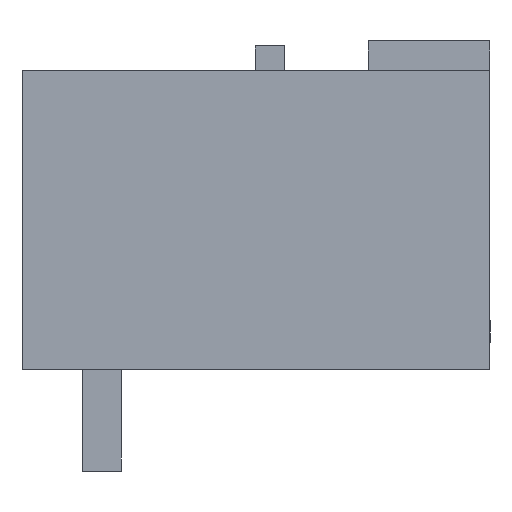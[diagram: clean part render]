
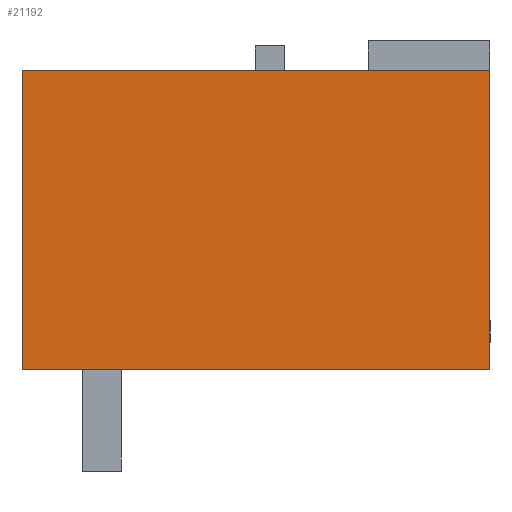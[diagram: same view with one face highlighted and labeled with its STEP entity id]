
A CAD part, left-side view. The second image highlights one B-rep face of the part: STEP entity #21192.
In plain terms, the highlighted planar face has unit normal (-1, 0, 0).
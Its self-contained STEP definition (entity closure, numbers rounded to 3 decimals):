
#21179=AXIS2_PLACEMENT_3D('Plane Axis2P3D',#21176,#21177,#21178) ;
#17263=CARTESIAN_POINT('Vertex',(0.,12.,2.6)) ;
#17266=CARTESIAN_POINT('Line Origine',(0.,12.,6.44)) ;
#17270=CARTESIAN_POINT('Vertex',(0.,12.,10.28)) ;
#17976=CARTESIAN_POINT('Vertex',(0.,0.,10.28)) ;
#17979=CARTESIAN_POINT('Line Origine',(0.,0.,6.44)) ;
#17983=CARTESIAN_POINT('Vertex',(0.,0.,2.6)) ;
#20981=CARTESIAN_POINT('Line Origine',(0.,6.,10.28)) ;
#21176=CARTESIAN_POINT('Axis2P3D Location',(0.,0.,10.28)) ;
#21181=CARTESIAN_POINT('Line Origine',(0.,6.,2.6)) ;
#17267=DIRECTION('Vector Direction',(0.,0.,-1.)) ;
#17980=DIRECTION('Vector Direction',(0.,0.,-1.)) ;
#20982=DIRECTION('Vector Direction',(0.,1.,0.)) ;
#21177=DIRECTION('Axis2P3D Direction',(1.,0.,0.)) ;
#21178=DIRECTION('Axis2P3D XDirection',(0.,0.,-1.)) ;
#21182=DIRECTION('Vector Direction',(0.,1.,0.)) ;
#17268=VECTOR('Line Direction',#17267,1.) ;
#17981=VECTOR('Line Direction',#17980,1.) ;
#20983=VECTOR('Line Direction',#20982,1.) ;
#21183=VECTOR('Line Direction',#21182,1.) ;
#21187=ORIENTED_EDGE('',*,*,#21185,.F.) ;
#21188=ORIENTED_EDGE('',*,*,#17985,.F.) ;
#21189=ORIENTED_EDGE('',*,*,#20985,.T.) ;
#21190=ORIENTED_EDGE('',*,*,#17272,.F.) ;
#21192=ADVANCED_FACE('HOUSING',(#21191),#21180,.F.) ;
#17272=EDGE_CURVE('',#17264,#17271,#17269,.F.) ;
#17985=EDGE_CURVE('',#17977,#17984,#17982,.T.) ;
#20985=EDGE_CURVE('',#17977,#17271,#20984,.T.) ;
#21185=EDGE_CURVE('',#17984,#17264,#21184,.T.) ;
#21186=EDGE_LOOP('',(#21187,#21188,#21189,#21190)) ;
#21191=FACE_OUTER_BOUND('',#21186,.T.) ;
#17269=LINE('Line',#17266,#17268) ;
#17982=LINE('Line',#17979,#17981) ;
#20984=LINE('Line',#20981,#20983) ;
#21184=LINE('Line',#21181,#21183) ;
#21180=PLANE('',#21179) ;
#17264=VERTEX_POINT('',#17263) ;
#17271=VERTEX_POINT('',#17270) ;
#17977=VERTEX_POINT('',#17976) ;
#17984=VERTEX_POINT('',#17983) ;
